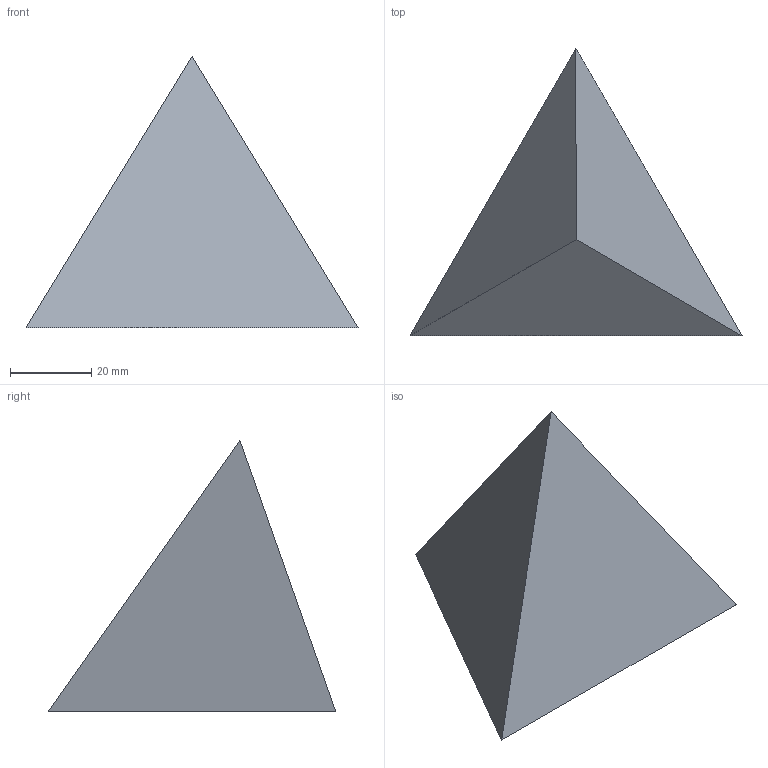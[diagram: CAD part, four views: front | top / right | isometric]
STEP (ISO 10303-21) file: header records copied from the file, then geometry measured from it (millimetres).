
FILE_DESCRIPTION (( 'STEP AP214' ), '1' );
FILE_NAME ('tetrahedron.step', '2020-02-07T10:44:03', ( '' ), ( '' ), 'SwSTEP 2.0', 'SolidWorks 2019', '' );
FILE_SCHEMA (( 'AUTOMOTIVE_DESIGN' ));
Length unit declared in the file: millimetre
Products named in the file (1): tetrahedron
Bounding box: 81.65 x 70.71 x 66.67 mm (x, y, z)
Volume: 64150 mm3; surface area: 11547 mm2
Topology: 1 solids, 1 shells, 4 faces, 6 edges, 4 vertices
Faces by surface type: plane 4
Entity records: 124 total; most frequent: DIRECTION 16, CARTESIAN_POINT 15, ORIENTED_EDGE 12, EDGE_CURVE 6, VECTOR 6, LINE 6, AXIS2_PLACEMENT_3D 5, VERTEX_POINT 4
